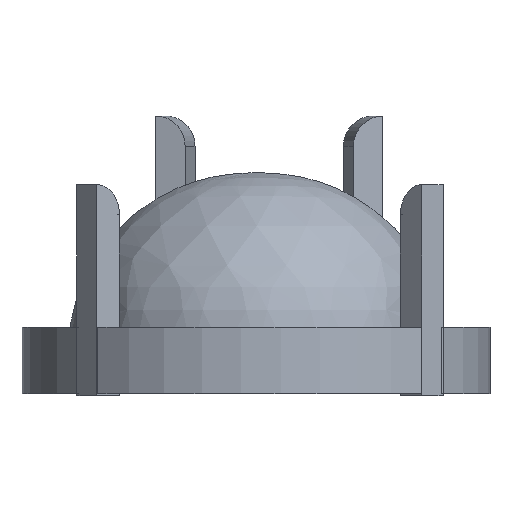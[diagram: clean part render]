
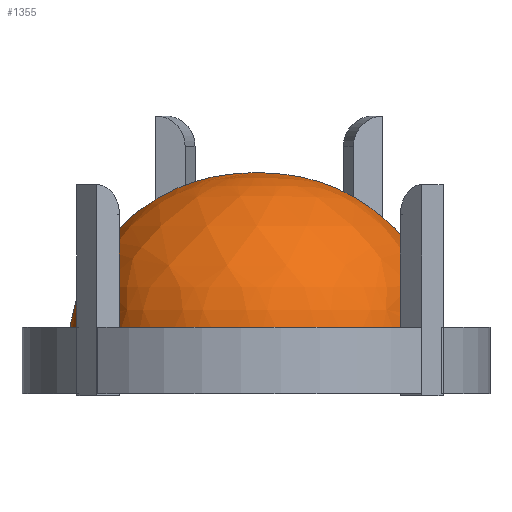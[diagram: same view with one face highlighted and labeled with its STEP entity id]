
A CAD part, front view. The second image highlights one B-rep face of the part: STEP entity #1355.
In plain terms, the highlighted free-form (B-spline) face has degree [2, 2] with [3, 5] control points.
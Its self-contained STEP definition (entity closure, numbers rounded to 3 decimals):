
#75=(
BOUNDED_SURFACE()
B_SPLINE_SURFACE(2,2,((#2086,#2087,#2088,#2089,#2090),(#2091,#2092,#2093,
#2094,#2095),(#2096,#2097,#2098,#2099,#2100)),.UNSPECIFIED.,.F.,.F.,.F.)
B_SPLINE_SURFACE_WITH_KNOTS((3,3),(3,2,3),(0.,1.571),
(-3.142,-1.571,0.),.UNSPECIFIED.)
GEOMETRIC_REPRESENTATION_ITEM()
RATIONAL_B_SPLINE_SURFACE(((1.,0.707,1.,0.707,1.),
(0.707,0.5,0.707,0.5,0.707),(1.,0.707,
1.,0.707,1.)))
REPRESENTATION_ITEM('')
SURFACE()
);
#76=B_SPLINE_CURVE_WITH_KNOTS('',3,(#2067,#2068,#2069,#2070,#2071,#2072,
#2073,#2074,#2075,#2076,#2077,#2078,#2079,#2080,#2081,#2082,#2083,#2084),
 .UNSPECIFIED.,.F.,.F.,(4,2,2,2,2,2,2,2,4),(-0.495,-0.495,
-0.478,-0.455,-0.409,-0.351,
-0.233,-0.116,0.),.UNSPECIFIED.);
#77=B_SPLINE_CURVE_WITH_KNOTS('',3,(#2104,#2105,#2106,#2107,#2108,#2109,
#2110,#2111,#2112,#2113,#2114,#2115,#2116,#2117,#2118,#2119,#2120,#2121),
 .UNSPECIFIED.,.F.,.F.,(4,2,2,2,2,2,2,2,4),(-0.001,0.,0.012,
0.03,0.064,0.108,0.197,
0.285,0.372),.UNSPECIFIED.);
#352=FACE_OUTER_BOUND('',#437,.T.);
#437=EDGE_LOOP('',(#931,#932,#933,#934));
#524=CIRCLE('',#1469,0.125);
#525=CIRCLE('',#1470,3.125);
#593=VERTEX_POINT('',#2064);
#594=VERTEX_POINT('',#2066);
#595=VERTEX_POINT('',#2101);
#596=VERTEX_POINT('',#2103);
#720=EDGE_CURVE('',#593,#594,#76,.T.);
#722=EDGE_CURVE('',#593,#595,#524,.T.);
#723=EDGE_CURVE('',#595,#596,#77,.T.);
#724=EDGE_CURVE('',#596,#594,#525,.T.);
#931=ORIENTED_EDGE('',*,*,#722,.T.);
#932=ORIENTED_EDGE('',*,*,#723,.T.);
#933=ORIENTED_EDGE('',*,*,#724,.T.);
#934=ORIENTED_EDGE('',*,*,#720,.F.);
#1355=ADVANCED_FACE('',(#352),#75,.F.);
#1469=AXIS2_PLACEMENT_3D('',#2102,#1620,#1621);
#1470=AXIS2_PLACEMENT_3D('',#2122,#1622,#1623);
#1620=DIRECTION('center_axis',(0.,0.,-1.));
#1621=DIRECTION('ref_axis',(0.,-1.,0.));
#1622=DIRECTION('center_axis',(0.,0.,1.));
#1623=DIRECTION('ref_axis',(0.,-1.,0.));
#2064=CARTESIAN_POINT('',(0.059,-0.11,3.5));
#2066=CARTESIAN_POINT('',(3.125,0.,0.5));
#2067=CARTESIAN_POINT('Ctrl Pts',(0.059,-0.11,
3.5));
#2068=CARTESIAN_POINT('Ctrl Pts',(0.061,-0.111,
3.5));
#2069=CARTESIAN_POINT('Ctrl Pts',(0.063,-0.112,
3.5));
#2070=CARTESIAN_POINT('Ctrl Pts',(0.103,-0.129,
3.5));
#2071=CARTESIAN_POINT('Ctrl Pts',(0.145,-0.14,
3.499));
#2072=CARTESIAN_POINT('Ctrl Pts',(0.242,-0.161,
3.496));
#2073=CARTESIAN_POINT('Ctrl Pts',(0.302,-0.17,
3.492));
#2074=CARTESIAN_POINT('Ctrl Pts',(0.477,-0.188,
3.477));
#2075=CARTESIAN_POINT('Ctrl Pts',(0.611,-0.193,
3.459));
#2076=CARTESIAN_POINT('Ctrl Pts',(0.949,-0.194,
3.385));
#2077=CARTESIAN_POINT('Ctrl Pts',(1.134,-0.186,3.326));
#2078=CARTESIAN_POINT('Ctrl Pts',(1.672,-0.156,3.096));
#2079=CARTESIAN_POINT('Ctrl Pts',(1.997,-0.125,2.874));
#2080=CARTESIAN_POINT('Ctrl Pts',(2.542,-0.07,
2.318));
#2081=CARTESIAN_POINT('Ctrl Pts',(2.757,-0.044,1.991));
#2082=CARTESIAN_POINT('Ctrl Pts',(3.05,-0.009,
1.272));
#2083=CARTESIAN_POINT('Ctrl Pts',(3.125,0.,0.888));
#2084=CARTESIAN_POINT('Ctrl Pts',(3.125,0.,0.5));
#2086=CARTESIAN_POINT('Ctrl Pts',(-3.125,0.,0.5));
#2087=CARTESIAN_POINT('Ctrl Pts',(-3.125,-3.125,0.5));
#2088=CARTESIAN_POINT('Ctrl Pts',(0.,-3.125,0.5));
#2089=CARTESIAN_POINT('Ctrl Pts',(3.125,-3.125,0.5));
#2090=CARTESIAN_POINT('Ctrl Pts',(3.125,0.,0.5));
#2091=CARTESIAN_POINT('Ctrl Pts',(-3.125,0.,3.5));
#2092=CARTESIAN_POINT('Ctrl Pts',(-3.125,-3.125,3.5));
#2093=CARTESIAN_POINT('Ctrl Pts',(0.,-3.125,3.5));
#2094=CARTESIAN_POINT('Ctrl Pts',(3.125,-3.125,3.5));
#2095=CARTESIAN_POINT('Ctrl Pts',(3.125,0.,3.5));
#2096=CARTESIAN_POINT('Ctrl Pts',(-0.125,0.,3.5));
#2097=CARTESIAN_POINT('Ctrl Pts',(-0.125,-0.125,3.5));
#2098=CARTESIAN_POINT('Ctrl Pts',(0.,-0.125,3.5));
#2099=CARTESIAN_POINT('Ctrl Pts',(0.125,-0.125,3.5));
#2100=CARTESIAN_POINT('Ctrl Pts',(0.125,0.,3.5));
#2101=CARTESIAN_POINT('',(-0.059,-0.11,3.5));
#2102=CARTESIAN_POINT('Origin',(0.,0.,3.5));
#2103=CARTESIAN_POINT('',(-3.125,0.,0.5));
#2104=CARTESIAN_POINT('Ctrl Pts',(-0.059,-0.11,
3.5));
#2105=CARTESIAN_POINT('Ctrl Pts',(-0.061,-0.111,
3.5));
#2106=CARTESIAN_POINT('Ctrl Pts',(-0.063,-0.112,
3.5));
#2107=CARTESIAN_POINT('Ctrl Pts',(-0.103,-0.129,
3.5));
#2108=CARTESIAN_POINT('Ctrl Pts',(-0.145,-0.14,
3.499));
#2109=CARTESIAN_POINT('Ctrl Pts',(-0.242,-0.161,
3.496));
#2110=CARTESIAN_POINT('Ctrl Pts',(-0.302,-0.17,
3.492));
#2111=CARTESIAN_POINT('Ctrl Pts',(-0.477,-0.188,
3.477));
#2112=CARTESIAN_POINT('Ctrl Pts',(-0.611,-0.193,
3.459));
#2113=CARTESIAN_POINT('Ctrl Pts',(-0.949,-0.194,
3.385));
#2114=CARTESIAN_POINT('Ctrl Pts',(-1.134,-0.186,3.326));
#2115=CARTESIAN_POINT('Ctrl Pts',(-1.672,-0.156,
3.096));
#2116=CARTESIAN_POINT('Ctrl Pts',(-1.997,-0.125,
2.874));
#2117=CARTESIAN_POINT('Ctrl Pts',(-2.542,-0.07,
2.318));
#2118=CARTESIAN_POINT('Ctrl Pts',(-2.757,-0.044,
1.991));
#2119=CARTESIAN_POINT('Ctrl Pts',(-3.05,-0.009,
1.272));
#2120=CARTESIAN_POINT('Ctrl Pts',(-3.125,0.,0.888));
#2121=CARTESIAN_POINT('Ctrl Pts',(-3.125,0.,0.5));
#2122=CARTESIAN_POINT('Origin',(0.,0.,0.5));
